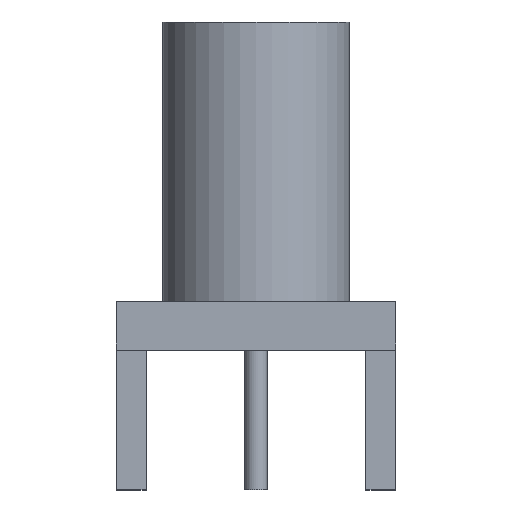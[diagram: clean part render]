
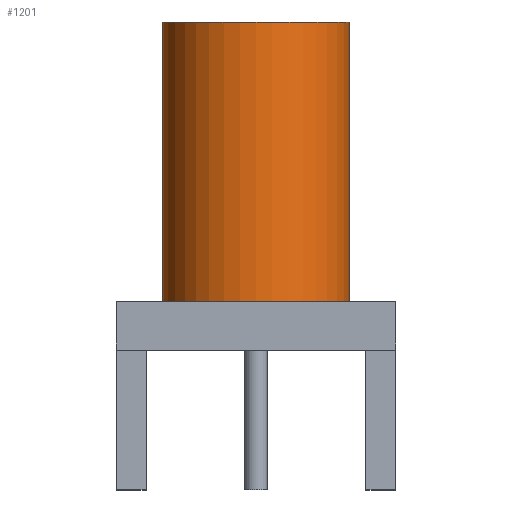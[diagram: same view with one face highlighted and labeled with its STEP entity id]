
A CAD part, top view. The second image highlights one B-rep face of the part: STEP entity #1201.
In plain terms, the highlighted cylindrical face has radius 3.175 mm (diameter 6.35 mm), a full revolution.
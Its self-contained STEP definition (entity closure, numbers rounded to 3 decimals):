
#126 = PLANE('',#127);
#127 = AXIS2_PLACEMENT_3D('',#128,#129,#130);
#128 = CARTESIAN_POINT('',(0.,0.,0.38));
#129 = DIRECTION('',(0.,1.,0.));
#130 = DIRECTION('',(0.,0.,1.));
#472 = EDGE_CURVE('',#473,#473,#475,.T.);
#473 = VERTEX_POINT('',#474);
#474 = CARTESIAN_POINT('',(3.175,0.,0.38));
#475 = SURFACE_CURVE('',#476,(#481,#488),.PCURVE_S1.);
#476 = CIRCLE('',#477,3.175);
#477 = AXIS2_PLACEMENT_3D('',#478,#479,#480);
#478 = CARTESIAN_POINT('',(0.,0.,0.38));
#479 = DIRECTION('',(0.,1.,0.));
#480 = DIRECTION('',(1.,0.,0.));
#481 = PCURVE('',#126,#482);
#482 = DEFINITIONAL_REPRESENTATION('',(#483),#487);
#483 = CIRCLE('',#484,3.175);
#484 = AXIS2_PLACEMENT_2D('',#485,#486);
#485 = CARTESIAN_POINT('',(0.,0.));
#486 = DIRECTION('',(0.,1.));
#487 = ( GEOMETRIC_REPRESENTATION_CONTEXT(2) 
PARAMETRIC_REPRESENTATION_CONTEXT() REPRESENTATION_CONTEXT('2D SPACE',''
  ) );
#488 = PCURVE('',#489,#494);
#489 = CYLINDRICAL_SURFACE('',#490,3.175);
#490 = AXIS2_PLACEMENT_3D('',#491,#492,#493);
#491 = CARTESIAN_POINT('',(0.,0.,0.38));
#492 = DIRECTION('',(0.,-1.,0.));
#493 = DIRECTION('',(1.,0.,0.));
#494 = DEFINITIONAL_REPRESENTATION('',(#495),#498);
#495 = B_SPLINE_CURVE_WITH_KNOTS('',1,(#496,#497),.UNSPECIFIED.,.F.,.F.,
  (2,2),(0.,6.283),.PIECEWISE_BEZIER_KNOTS.);
#496 = CARTESIAN_POINT('',(0.,0.));
#497 = CARTESIAN_POINT('',(-6.283,0.));
#498 = ( GEOMETRIC_REPRESENTATION_CONTEXT(2) 
PARAMETRIC_REPRESENTATION_CONTEXT() REPRESENTATION_CONTEXT('2D SPACE',''
  ) );
#1201 = ADVANCED_FACE('',(#1202),#489,.T.);
#1202 = FACE_BOUND('',#1203,.F.);
#1203 = EDGE_LOOP('',(#1204,#1225,#1251,#1252));
#1204 = ORIENTED_EDGE('',*,*,#1205,.T.);
#1205 = EDGE_CURVE('',#473,#1206,#1208,.T.);
#1206 = VERTEX_POINT('',#1207);
#1207 = CARTESIAN_POINT('',(3.175,9.52,0.38));
#1208 = SEAM_CURVE('',#1209,(#1213,#1219),.PCURVE_S1.);
#1209 = LINE('',#1210,#1211);
#1210 = CARTESIAN_POINT('',(3.175,0.,0.38));
#1211 = VECTOR('',#1212,1.);
#1212 = DIRECTION('',(0.,1.,0.));
#1213 = PCURVE('',#489,#1214);
#1214 = DEFINITIONAL_REPRESENTATION('',(#1215),#1218);
#1215 = B_SPLINE_CURVE_WITH_KNOTS('',1,(#1216,#1217),.UNSPECIFIED.,.F.,
  .F.,(2,2),(0.,9.52),.PIECEWISE_BEZIER_KNOTS.);
#1216 = CARTESIAN_POINT('',(0.,0.));
#1217 = CARTESIAN_POINT('',(0.,-9.52));
#1218 = ( GEOMETRIC_REPRESENTATION_CONTEXT(2) 
PARAMETRIC_REPRESENTATION_CONTEXT() REPRESENTATION_CONTEXT('2D SPACE',''
  ) );
#1219 = PCURVE('',#489,#1220);
#1220 = DEFINITIONAL_REPRESENTATION('',(#1221),#1224);
#1221 = B_SPLINE_CURVE_WITH_KNOTS('',1,(#1222,#1223),.UNSPECIFIED.,.F.,
  .F.,(2,2),(0.,9.52),.PIECEWISE_BEZIER_KNOTS.);
#1222 = CARTESIAN_POINT('',(-6.283,0.));
#1223 = CARTESIAN_POINT('',(-6.283,-9.52));
#1224 = ( GEOMETRIC_REPRESENTATION_CONTEXT(2) 
PARAMETRIC_REPRESENTATION_CONTEXT() REPRESENTATION_CONTEXT('2D SPACE',''
  ) );
#1225 = ORIENTED_EDGE('',*,*,#1226,.T.);
#1226 = EDGE_CURVE('',#1206,#1206,#1227,.T.);
#1227 = SURFACE_CURVE('',#1228,(#1233,#1239),.PCURVE_S1.);
#1228 = CIRCLE('',#1229,3.175);
#1229 = AXIS2_PLACEMENT_3D('',#1230,#1231,#1232);
#1230 = CARTESIAN_POINT('',(0.,9.52,0.38));
#1231 = DIRECTION('',(0.,1.,0.));
#1232 = DIRECTION('',(1.,0.,0.));
#1233 = PCURVE('',#489,#1234);
#1234 = DEFINITIONAL_REPRESENTATION('',(#1235),#1238);
#1235 = B_SPLINE_CURVE_WITH_KNOTS('',1,(#1236,#1237),.UNSPECIFIED.,.F.,
  .F.,(2,2),(0.,6.283),.PIECEWISE_BEZIER_KNOTS.);
#1236 = CARTESIAN_POINT('',(0.,-9.52));
#1237 = CARTESIAN_POINT('',(-6.283,-9.52));
#1238 = ( GEOMETRIC_REPRESENTATION_CONTEXT(2) 
PARAMETRIC_REPRESENTATION_CONTEXT() REPRESENTATION_CONTEXT('2D SPACE',''
  ) );
#1239 = PCURVE('',#1240,#1245);
#1240 = PLANE('',#1241);
#1241 = AXIS2_PLACEMENT_3D('',#1242,#1243,#1244);
#1242 = CARTESIAN_POINT('',(0.,9.52,0.38));
#1243 = DIRECTION('',(0.,1.,0.));
#1244 = DIRECTION('',(0.,0.,1.));
#1245 = DEFINITIONAL_REPRESENTATION('',(#1246),#1250);
#1246 = CIRCLE('',#1247,3.175);
#1247 = AXIS2_PLACEMENT_2D('',#1248,#1249);
#1248 = CARTESIAN_POINT('',(0.,0.));
#1249 = DIRECTION('',(0.,1.));
#1250 = ( GEOMETRIC_REPRESENTATION_CONTEXT(2) 
PARAMETRIC_REPRESENTATION_CONTEXT() REPRESENTATION_CONTEXT('2D SPACE',''
  ) );
#1251 = ORIENTED_EDGE('',*,*,#1205,.F.);
#1252 = ORIENTED_EDGE('',*,*,#472,.F.);
